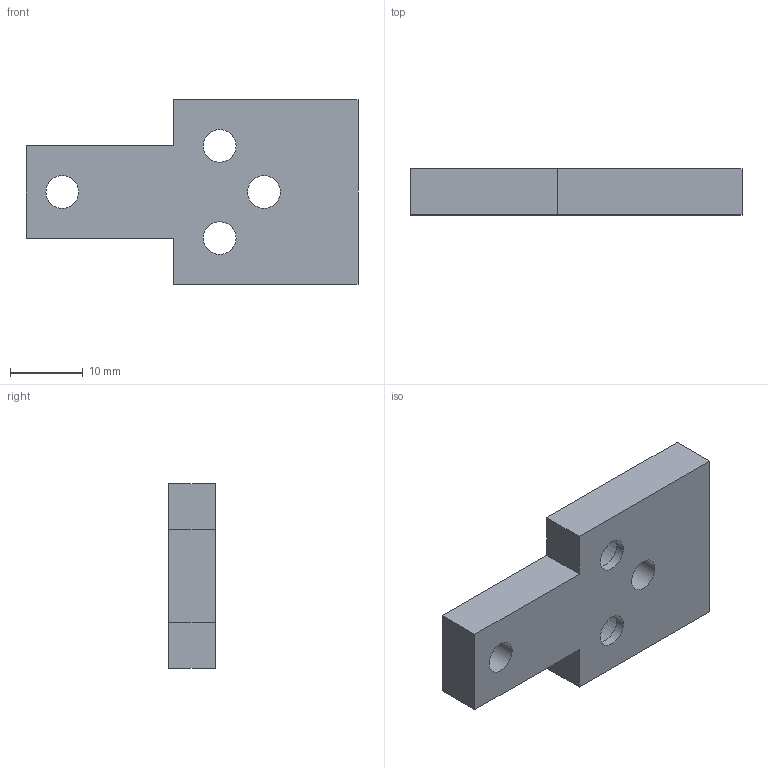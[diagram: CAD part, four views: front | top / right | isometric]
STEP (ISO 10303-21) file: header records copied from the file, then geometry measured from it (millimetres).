
FILE_DESCRIPTION(/* description */ (''),/* implementation_level */ '2;1');
FILE_NAME(/* name */ 'SampleHolderToKB1X1TMagneticHolder.stp',/* time_stamp */ '2025-03-11T13:13:25-05:00',/* author */ ('monolithic'),/* organization */ (''),/* preprocessor_version */ 'ST-DEVELOPER v20',/* originating_system */ 'Autodesk Inventor 2024',/* authorisation */ '');
FILE_SCHEMA (('AUTOMOTIVE_DESIGN { 1 0 10303 214 3 1 1 }'));
Length unit declared in the file: inch
Products named in the file (1): DovetailSampleHolderToKB1X1TMagneticHolder
Bounding box: 45.72 x 6.35 x 25.4 mm (x, y, z)
Volume: 5029.8 mm3; surface area: 3041.1 mm2
Topology: 1 solids, 1 shells, 18 faces, 42 edges, 28 vertices
Faces by surface type: plane 12, cylinder 6
Full cylindrical faces by diameter (mm): 4.5 x4, 7.62 x2
Entity records: 579 total; most frequent: DIRECTION 92, CARTESIAN_POINT 89, ORIENTED_EDGE 84, EDGE_CURVE 42, AXIS2_PLACEMENT_3D 31, LINE 30, VECTOR 30, EDGE_LOOP 28
